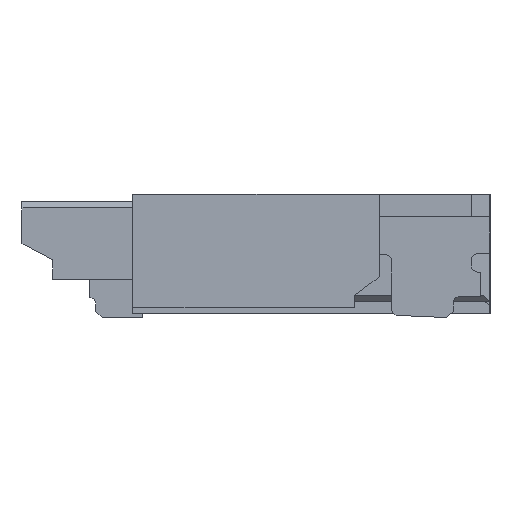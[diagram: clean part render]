
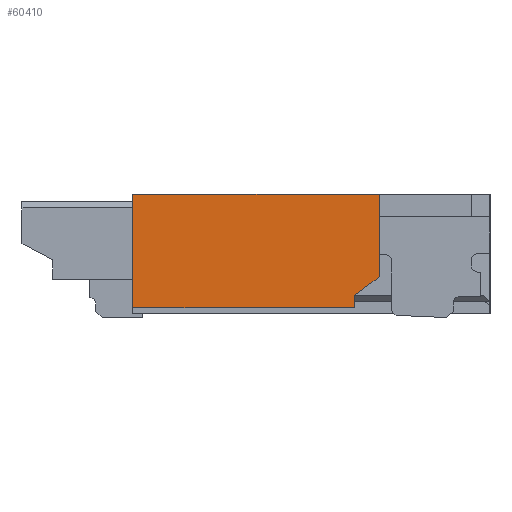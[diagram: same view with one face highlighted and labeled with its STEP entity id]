
A CAD part, left-side view. The second image highlights one B-rep face of the part: STEP entity #60410.
In plain terms, the highlighted face is planar.
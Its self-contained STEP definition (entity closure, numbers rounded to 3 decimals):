
#19240=CARTESIAN_POINT('',(1.495,0.762,-5.5));
#19250=VERTEX_POINT('',#19240);
#19400=CARTESIAN_POINT('',(-0.305,0.762,-5.5));
#19410=VERTEX_POINT('',#19400);
#19440=CARTESIAN_POINT('',(0.,0.762,-5.5));
#19450=DIRECTION('',(-1.,0.,-0.));
#19460=VECTOR('',#19450,1.);
#19470=LINE('',#19440,#19460);
#19480=EDGE_CURVE('',#19250,#19410,#19470,.T.);
#22750=CARTESIAN_POINT('',(-0.305,-0.158,-5.5));
#22760=VERTEX_POINT('',#22750);
#22790=CARTESIAN_POINT('',(-0.305,0.,-5.5));
#22800=DIRECTION('',(-0.,1.,0.));
#22810=VECTOR('',#22800,1.);
#22820=LINE('',#22790,#22810);
#22830=EDGE_CURVE('',#22760,#19410,#22820,.T.);
#49520=CARTESIAN_POINT('',(0.,1.783,-5.5));
#49530=DIRECTION('',(0.8,-0.6,-0.));
#49540=VECTOR('',#49530,1.);
#49550=LINE('',#49520,#49540);
#49560=CARTESIAN_POINT('',(1.495,0.662,-5.5));
#49570=VERTEX_POINT('',#49560);
#49580=CARTESIAN_POINT('',(1.695,0.512,-5.5));
#49590=VERTEX_POINT('',#49580);
#49600=EDGE_CURVE('',#49570,#49590,#49550,.T.);
#50190=CARTESIAN_POINT('',(1.495,0.,-5.5));
#50200=DIRECTION('',(-0.,-1.,-0.));
#50210=VECTOR('',#50200,1.);
#50220=LINE('',#50190,#50210);
#50230=EDGE_CURVE('',#19250,#49570,#50220,.T.);
#53920=CARTESIAN_POINT('',(1.695,0.,-5.5));
#53930=DIRECTION('',(0.,1.,0.));
#53940=VECTOR('',#53930,1.);
#53950=LINE('',#53920,#53940);
#53960=CARTESIAN_POINT('',(1.695,-0.158,-5.5));
#53970=VERTEX_POINT('',#53960);
#53980=EDGE_CURVE('',#53970,#49590,#53950,.T.);
#60230=CARTESIAN_POINT('',(1.745,-0.181,-5.5));
#60240=DIRECTION('',(0.,0.,-1.));
#60250=DIRECTION('',(-1.,0.,-0.));
#60260=AXIS2_PLACEMENT_3D('',#60230,#60240,#60250);
#60270=PLANE('',#60260);
#60280=ORIENTED_EDGE('',*,*,#53980,.F.);
#60290=ORIENTED_EDGE('',*,*,#49600,.T.);
#60300=ORIENTED_EDGE('',*,*,#50230,.T.);
#60310=ORIENTED_EDGE('',*,*,#19480,.F.);
#60320=ORIENTED_EDGE('',*,*,#22830,.T.);
#60330=CARTESIAN_POINT('',(0.,-0.158,-5.5));
#60340=DIRECTION('',(-1.,-0.,0.));
#60350=VECTOR('',#60340,1.);
#60360=LINE('',#60330,#60350);
#60370=EDGE_CURVE('',#53970,#22760,#60360,.T.);
#60380=ORIENTED_EDGE('',*,*,#60370,.T.);
#60390=EDGE_LOOP('',(#60380,#60320,#60310,#60300,#60290,#60280));
#60400=FACE_OUTER_BOUND('',#60390,.T.);
#60410=ADVANCED_FACE('',(#60400),#60270,.T.);
